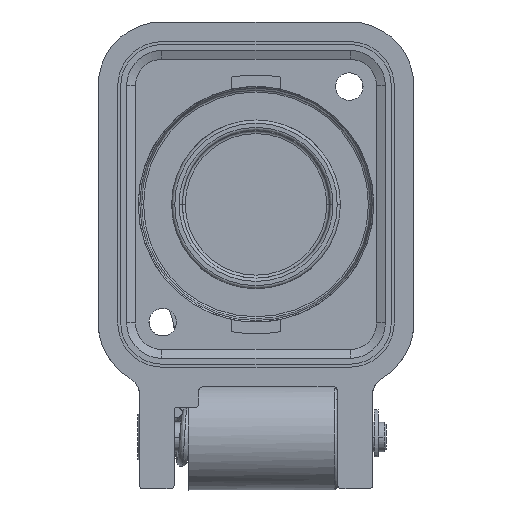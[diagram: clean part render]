
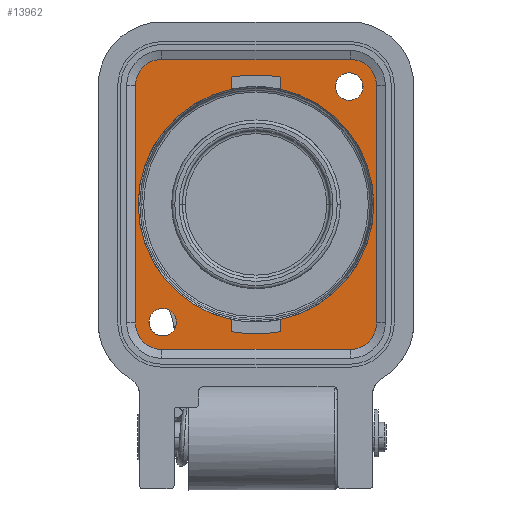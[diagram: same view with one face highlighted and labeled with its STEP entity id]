
A CAD part, front view. The second image highlights one B-rep face of the part: STEP entity #13962.
In plain terms, the highlighted face is planar.
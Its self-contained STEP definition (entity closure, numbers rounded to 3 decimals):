
#13449=CARTESIAN_POINT('',(9.5,0.9,-12.));
#13450=DIRECTION('',(0.,-1.,0.));
#13451=DIRECTION('',(1.,0.,0.));
#13452=AXIS2_PLACEMENT_3D('',#13449,#13450,#13451);
#13454=CARTESIAN_POINT('',(9.5,0.9,-12.));
#13455=DIRECTION('',(0.,-1.,0.));
#13456=DIRECTION('',(-1.,0.,0.));
#13457=AXIS2_PLACEMENT_3D('',#13454,#13455,#13456);
#13459=CARTESIAN_POINT('',(-9.5,0.9,12.));
#13460=DIRECTION('',(0.,-1.,0.));
#13461=DIRECTION('',(1.,0.,0.));
#13462=AXIS2_PLACEMENT_3D('',#13459,#13460,#13461);
#13464=CARTESIAN_POINT('',(-9.5,0.9,12.));
#13465=DIRECTION('',(0.,-1.,0.));
#13466=DIRECTION('',(-1.,0.,0.));
#13467=AXIS2_PLACEMENT_3D('',#13464,#13465,#13466);
#13469=CARTESIAN_POINT('',(0.,0.9,0.));
#13470=DIRECTION('',(0.,-1.,0.));
#13471=DIRECTION('',(-0.189,0.,-0.982));
#13472=AXIS2_PLACEMENT_3D('',#13469,#13470,#13471);
#13474=DIRECTION('',(0.,0.,-1.));
#13475=VECTOR('',#13474,1.224);
#13476=CARTESIAN_POINT('',(-2.5,0.9,-11.737));
#13477=LINE('',#13476,#13475);
#13478=CARTESIAN_POINT('',(0.,0.9,0.));
#13479=DIRECTION('',(0.,-1.,0.));
#13480=DIRECTION('',(-0.208,0.,0.978));
#13481=AXIS2_PLACEMENT_3D('',#13478,#13479,#13480);
#13483=DIRECTION('',(0.,0.,-1.));
#13484=VECTOR('',#13483,1.224);
#13485=CARTESIAN_POINT('',(-2.5,0.9,12.961));
#13486=LINE('',#13485,#13484);
#13487=CARTESIAN_POINT('',(0.,0.9,0.));
#13488=DIRECTION('',(0.,-1.,0.));
#13489=DIRECTION('',(0.189,0.,0.982));
#13490=AXIS2_PLACEMENT_3D('',#13487,#13488,#13489);
#13492=DIRECTION('',(0.,0.,1.));
#13493=VECTOR('',#13492,1.224);
#13494=CARTESIAN_POINT('',(2.5,0.9,11.737));
#13495=LINE('',#13494,#13493);
#13496=CARTESIAN_POINT('',(0.,0.9,0.));
#13497=DIRECTION('',(0.,-1.,0.));
#13498=DIRECTION('',(0.208,0.,-0.978));
#13499=AXIS2_PLACEMENT_3D('',#13496,#13497,#13498);
#13501=DIRECTION('',(0.,0.,1.));
#13502=VECTOR('',#13501,1.224);
#13503=CARTESIAN_POINT('',(2.5,0.9,-12.961));
#13504=LINE('',#13503,#13502);
#13505=DIRECTION('',(1.,0.,0.));
#13506=VECTOR('',#13505,19.15);
#13507=CARTESIAN_POINT('',(-9.575,0.9,14.775));
#13508=LINE('',#13507,#13506);
#13509=CARTESIAN_POINT('',(-9.575,0.9,12.075));
#13510=DIRECTION('',(0.,1.,0.));
#13511=DIRECTION('',(-1.,0.,0.));
#13512=AXIS2_PLACEMENT_3D('',#13509,#13510,#13511);
#13514=DIRECTION('',(0.,0.,1.));
#13515=VECTOR('',#13514,24.15);
#13516=CARTESIAN_POINT('',(-12.275,0.9,-12.075));
#13517=LINE('',#13516,#13515);
#13518=CARTESIAN_POINT('',(-9.575,0.9,-12.075));
#13519=DIRECTION('',(0.,1.,0.));
#13520=DIRECTION('',(0.,0.,-1.));
#13521=AXIS2_PLACEMENT_3D('',#13518,#13519,#13520);
#13523=DIRECTION('',(-1.,0.,0.));
#13524=VECTOR('',#13523,19.15);
#13525=CARTESIAN_POINT('',(9.575,0.9,-14.775));
#13526=LINE('',#13525,#13524);
#13527=CARTESIAN_POINT('',(9.575,0.9,-12.075));
#13528=DIRECTION('',(0.,1.,0.));
#13529=DIRECTION('',(1.,0.,0.));
#13530=AXIS2_PLACEMENT_3D('',#13527,#13528,#13529);
#13532=DIRECTION('',(0.,0.,-1.));
#13533=VECTOR('',#13532,24.15);
#13534=CARTESIAN_POINT('',(12.275,0.9,12.075));
#13535=LINE('',#13534,#13533);
#13536=CARTESIAN_POINT('',(9.575,0.9,12.075));
#13537=DIRECTION('',(0.,1.,0.));
#13538=DIRECTION('',(0.,0.,1.));
#13539=AXIS2_PLACEMENT_3D('',#13536,#13537,#13538);
#13757=CARTESIAN_POINT('',(10.9,0.9,-12.));
#13758=CARTESIAN_POINT('',(8.1,0.9,-12.));
#13759=VERTEX_POINT('',#13757);
#13760=VERTEX_POINT('',#13758);
#13761=CARTESIAN_POINT('',(-8.1,0.9,12.));
#13762=CARTESIAN_POINT('',(-10.9,0.9,12.));
#13763=VERTEX_POINT('',#13761);
#13764=VERTEX_POINT('',#13762);
#13765=CARTESIAN_POINT('',(-2.5,0.9,-12.961));
#13766=CARTESIAN_POINT('',(2.5,0.9,-12.961));
#13767=VERTEX_POINT('',#13765);
#13768=VERTEX_POINT('',#13766);
#13769=CARTESIAN_POINT('',(2.5,0.9,-11.737));
#13770=VERTEX_POINT('',#13769);
#13771=CARTESIAN_POINT('',(2.5,0.9,11.737));
#13772=VERTEX_POINT('',#13771);
#13773=CARTESIAN_POINT('',(2.5,0.9,12.961));
#13774=VERTEX_POINT('',#13773);
#13775=CARTESIAN_POINT('',(-2.5,0.9,12.961));
#13776=VERTEX_POINT('',#13775);
#13777=CARTESIAN_POINT('',(-2.5,0.9,11.737));
#13778=VERTEX_POINT('',#13777);
#13779=CARTESIAN_POINT('',(-2.5,0.9,-11.737));
#13780=VERTEX_POINT('',#13779);
#13813=CARTESIAN_POINT('',(-9.575,0.9,14.775));
#13814=CARTESIAN_POINT('',(9.575,0.9,14.775));
#13815=VERTEX_POINT('',#13813);
#13816=VERTEX_POINT('',#13814);
#13817=CARTESIAN_POINT('',(12.275,0.9,12.075));
#13818=VERTEX_POINT('',#13817);
#13819=CARTESIAN_POINT('',(12.275,0.9,-12.075));
#13820=VERTEX_POINT('',#13819);
#13821=CARTESIAN_POINT('',(9.575,0.9,-14.775));
#13822=VERTEX_POINT('',#13821);
#13823=CARTESIAN_POINT('',(-9.575,0.9,-14.775));
#13824=VERTEX_POINT('',#13823);
#13825=CARTESIAN_POINT('',(-12.275,0.9,-12.075));
#13826=VERTEX_POINT('',#13825);
#13827=CARTESIAN_POINT('',(-12.275,0.9,12.075));
#13828=VERTEX_POINT('',#13827);
#13911=CARTESIAN_POINT('',(0.,0.9,0.));
#13912=DIRECTION('',(0.,1.,0.));
#13913=DIRECTION('',(1.,0.,0.));
#13914=AXIS2_PLACEMENT_3D('',#13911,#13912,#13913);
#13915=PLANE('',#13914);
#13917=ORIENTED_EDGE('',*,*,#13916,.F.);
#13919=ORIENTED_EDGE('',*,*,#13918,.F.);
#13921=ORIENTED_EDGE('',*,*,#13920,.F.);
#13923=ORIENTED_EDGE('',*,*,#13922,.F.);
#13925=ORIENTED_EDGE('',*,*,#13924,.F.);
#13927=ORIENTED_EDGE('',*,*,#13926,.F.);
#13929=ORIENTED_EDGE('',*,*,#13928,.F.);
#13931=ORIENTED_EDGE('',*,*,#13930,.F.);
#13932=EDGE_LOOP('',(#13917,#13919,#13921,#13923,#13925,#13927,#13929,#13931));
#13933=FACE_OUTER_BOUND('',#13932,.F.);
#13935=ORIENTED_EDGE('',*,*,#13934,.F.);
#13937=ORIENTED_EDGE('',*,*,#13936,.F.);
#13938=EDGE_LOOP('',(#13935,#13937));
#13939=FACE_BOUND('',#13938,.F.);
#13941=ORIENTED_EDGE('',*,*,#13940,.F.);
#13943=ORIENTED_EDGE('',*,*,#13942,.F.);
#13945=ORIENTED_EDGE('',*,*,#13944,.F.);
#13947=ORIENTED_EDGE('',*,*,#13946,.F.);
#13949=ORIENTED_EDGE('',*,*,#13948,.F.);
#13951=ORIENTED_EDGE('',*,*,#13950,.F.);
#13953=ORIENTED_EDGE('',*,*,#13952,.F.);
#13955=ORIENTED_EDGE('',*,*,#13954,.F.);
#13956=EDGE_LOOP('',(#13941,#13943,#13945,#13947,#13949,#13951,#13953,#13955));
#13957=FACE_BOUND('',#13956,.F.);
#13958=ORIENTED_EDGE('',*,*,#13891,.F.);
#13959=ORIENTED_EDGE('',*,*,#13905,.F.);
#13960=EDGE_LOOP('',(#13958,#13959));
#13961=FACE_BOUND('',#13960,.F.);
#13453=CIRCLE('',#13452,1.4);
#13458=CIRCLE('',#13457,1.4);
#13463=CIRCLE('',#13462,1.4);
#13468=CIRCLE('',#13467,1.4);
#13473=CIRCLE('',#13472,13.2);
#13482=CIRCLE('',#13481,12.);
#13491=CIRCLE('',#13490,13.2);
#13500=CIRCLE('',#13499,12.);
#13513=CIRCLE('',#13512,2.7);
#13522=CIRCLE('',#13521,2.7);
#13531=CIRCLE('',#13530,2.7);
#13540=CIRCLE('',#13539,2.7);
#13891=EDGE_CURVE('',#13759,#13760,#13453,.T.);
#13905=EDGE_CURVE('',#13760,#13759,#13458,.T.);
#13916=EDGE_CURVE('',#13815,#13816,#13508,.T.);
#13918=EDGE_CURVE('',#13828,#13815,#13513,.T.);
#13920=EDGE_CURVE('',#13826,#13828,#13517,.T.);
#13922=EDGE_CURVE('',#13824,#13826,#13522,.T.);
#13924=EDGE_CURVE('',#13822,#13824,#13526,.T.);
#13926=EDGE_CURVE('',#13820,#13822,#13531,.T.);
#13928=EDGE_CURVE('',#13818,#13820,#13535,.T.);
#13930=EDGE_CURVE('',#13816,#13818,#13540,.T.);
#13934=EDGE_CURVE('',#13763,#13764,#13463,.T.);
#13936=EDGE_CURVE('',#13764,#13763,#13468,.T.);
#13940=EDGE_CURVE('',#13767,#13768,#13473,.T.);
#13942=EDGE_CURVE('',#13780,#13767,#13477,.T.);
#13944=EDGE_CURVE('',#13778,#13780,#13482,.T.);
#13946=EDGE_CURVE('',#13776,#13778,#13486,.T.);
#13948=EDGE_CURVE('',#13774,#13776,#13491,.T.);
#13950=EDGE_CURVE('',#13772,#13774,#13495,.T.);
#13952=EDGE_CURVE('',#13770,#13772,#13500,.T.);
#13954=EDGE_CURVE('',#13768,#13770,#13504,.T.);
#13962=ADVANCED_FACE('',(#13933,#13939,#13957,#13961),#13915,.T.);
